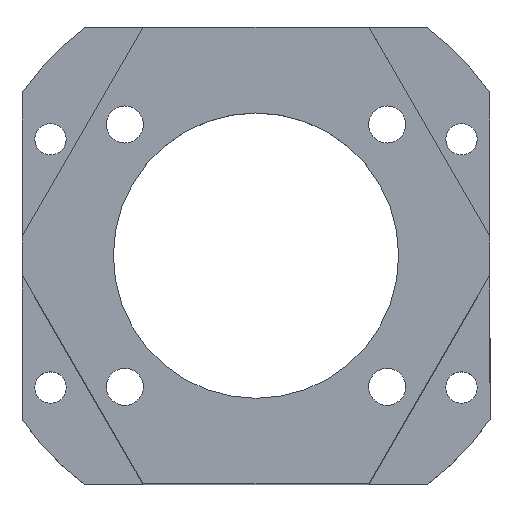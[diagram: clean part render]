
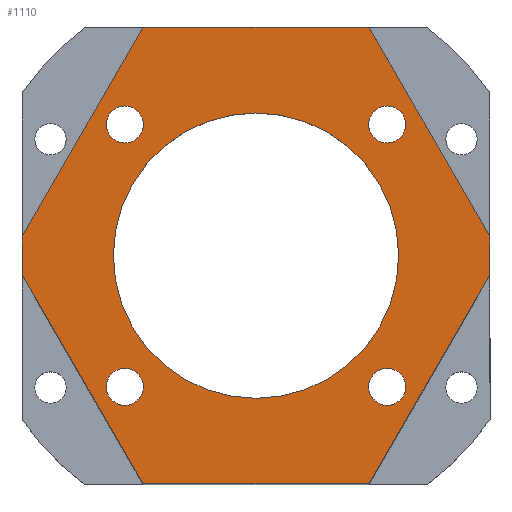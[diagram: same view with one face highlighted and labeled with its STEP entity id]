
A CAD part, top view. The second image highlights one B-rep face of the part: STEP entity #1110.
In plain terms, the highlighted planar face has unit normal (0, 0, 1).
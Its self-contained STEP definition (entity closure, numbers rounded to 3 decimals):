
#260=CARTESIAN_POINT('',(26.231,-22.981,66.5));
#261=VERTEX_POINT('',#260);
#262=CARTESIAN_POINT('',(22.981,-22.981,66.5));
#263=DIRECTION('',(0.0,0.0,-1.0));
#264=DIRECTION('',(-1.0,0.0,0.0));
#265=AXIS2_PLACEMENT_3D('',#262,#263,#264);
#266=CIRCLE('',#265,3.25);
#267=EDGE_CURVE('',#261,#261,#266,.T.);
#405=CARTESIAN_POINT('',(-19.731,22.981,66.5));
#406=VERTEX_POINT('',#405);
#407=CARTESIAN_POINT('',(-22.981,22.981,66.5));
#408=DIRECTION('',(0.0,0.0,-1.0));
#409=DIRECTION('',(-1.0,0.0,0.0));
#410=AXIS2_PLACEMENT_3D('',#407,#408,#409);
#411=CIRCLE('',#410,3.25);
#412=EDGE_CURVE('',#406,#406,#411,.T.);
#550=CARTESIAN_POINT('',(26.231,22.981,66.5));
#551=VERTEX_POINT('',#550);
#552=CARTESIAN_POINT('',(22.981,22.981,66.5));
#553=DIRECTION('',(0.0,0.0,-1.0));
#554=DIRECTION('',(-1.0,0.0,0.0));
#555=AXIS2_PLACEMENT_3D('',#552,#553,#554);
#556=CIRCLE('',#555,3.25);
#557=EDGE_CURVE('',#551,#551,#556,.T.);
#695=CARTESIAN_POINT('',(-19.731,-22.981,66.5));
#696=VERTEX_POINT('',#695);
#697=CARTESIAN_POINT('',(-22.981,-22.981,66.5));
#698=DIRECTION('',(0.0,0.0,-1.0));
#699=DIRECTION('',(-1.0,0.0,0.0));
#700=AXIS2_PLACEMENT_3D('',#697,#698,#699);
#701=CIRCLE('',#700,3.25);
#702=EDGE_CURVE('',#696,#696,#701,.T.);
#1009=CARTESIAN_POINT('',(25.0,0.,66.5));
#1010=VERTEX_POINT('',#1009);
#1011=CARTESIAN_POINT('',(0.,0.,66.5));
#1012=DIRECTION('',(0.0,0.0,-1.0));
#1013=DIRECTION('',(-1.0,0.0,0.0));
#1014=AXIS2_PLACEMENT_3D('',#1011,#1012,#1013);
#1015=CIRCLE('',#1014,25.0);
#1016=EDGE_CURVE('',#1010,#1010,#1015,.T.);
#1024=CARTESIAN_POINT('',(0.0,0.0,66.5));
#1025=DIRECTION('',(0.0,0.0,1.0));
#1026=DIRECTION('',(1.0,0.0,0.0));
#1027=AXIS2_PLACEMENT_3D('',#1024,#1025,#1026);
#1028=PLANE('',#1027);
#1029=CARTESIAN_POINT('',(41.,-3.281,66.5));
#1030=VERTEX_POINT('',#1029);
#1031=CARTESIAN_POINT('',(19.8,-40.0,66.5));
#1032=VERTEX_POINT('',#1031);
#1033=CARTESIAN_POINT('',(41.0,-3.281,66.5));
#1034=DIRECTION('',(-0.5,-0.866,0.0));
#1035=VECTOR('',#1034,42.4);
#1036=LINE('',#1033,#1035);
#1037=EDGE_CURVE('',#1030,#1032,#1036,.T.);
#1038=ORIENTED_EDGE('',*,*,#1037,.F.);
#1039=CARTESIAN_POINT('',(41.,3.281,66.5));
#1040=VERTEX_POINT('',#1039);
#1041=CARTESIAN_POINT('',(41.,3.281,66.5));
#1042=DIRECTION('',(0.0,-1.0,0.0));
#1043=VECTOR('',#1042,6.561);
#1044=LINE('',#1041,#1043);
#1045=EDGE_CURVE('',#1040,#1030,#1044,.T.);
#1046=ORIENTED_EDGE('',*,*,#1045,.F.);
#1047=CARTESIAN_POINT('',(19.8,40.0,66.5));
#1048=VERTEX_POINT('',#1047);
#1049=CARTESIAN_POINT('',(19.8,40.0,66.5));
#1050=DIRECTION('',(0.5,-0.866,0.0));
#1051=VECTOR('',#1050,42.4);
#1052=LINE('',#1049,#1051);
#1053=EDGE_CURVE('',#1048,#1040,#1052,.T.);
#1054=ORIENTED_EDGE('',*,*,#1053,.F.);
#1055=CARTESIAN_POINT('',(-19.8,40.0,66.5));
#1056=VERTEX_POINT('',#1055);
#1057=CARTESIAN_POINT('',(-19.8,40.0,66.5));
#1058=DIRECTION('',(1.0,0.0,0.0));
#1059=VECTOR('',#1058,39.6);
#1060=LINE('',#1057,#1059);
#1061=EDGE_CURVE('',#1056,#1048,#1060,.T.);
#1062=ORIENTED_EDGE('',*,*,#1061,.F.);
#1063=CARTESIAN_POINT('',(-41.,3.281,66.5));
#1064=VERTEX_POINT('',#1063);
#1065=CARTESIAN_POINT('',(-41.0,3.281,66.5));
#1066=DIRECTION('',(0.5,0.866,0.0));
#1067=VECTOR('',#1066,42.4);
#1068=LINE('',#1065,#1067);
#1069=EDGE_CURVE('',#1064,#1056,#1068,.T.);
#1070=ORIENTED_EDGE('',*,*,#1069,.F.);
#1071=CARTESIAN_POINT('',(-41.,-3.281,66.5));
#1072=VERTEX_POINT('',#1071);
#1073=CARTESIAN_POINT('',(-41.,-3.281,66.5));
#1074=DIRECTION('',(0.0,1.0,0.0));
#1075=VECTOR('',#1074,6.561);
#1076=LINE('',#1073,#1075);
#1077=EDGE_CURVE('',#1072,#1064,#1076,.T.);
#1078=ORIENTED_EDGE('',*,*,#1077,.F.);
#1079=CARTESIAN_POINT('',(-19.8,-40.0,66.5));
#1080=VERTEX_POINT('',#1079);
#1081=CARTESIAN_POINT('',(-19.8,-40.0,66.5));
#1082=DIRECTION('',(-0.5,0.866,0.0));
#1083=VECTOR('',#1082,42.4);
#1084=LINE('',#1081,#1083);
#1085=EDGE_CURVE('',#1080,#1072,#1084,.T.);
#1086=ORIENTED_EDGE('',*,*,#1085,.F.);
#1087=CARTESIAN_POINT('',(19.8,-40.0,66.5));
#1088=DIRECTION('',(-1.0,0.0,0.0));
#1089=VECTOR('',#1088,39.6);
#1090=LINE('',#1087,#1089);
#1091=EDGE_CURVE('',#1032,#1080,#1090,.T.);
#1092=ORIENTED_EDGE('',*,*,#1091,.F.);
#1093=EDGE_LOOP('',(#1038,#1046,#1054,#1062,#1070,#1078,#1086,#1092));
#1094=FACE_OUTER_BOUND('',#1093,.T.);
#1095=ORIENTED_EDGE('',*,*,#267,.T.);
#1096=EDGE_LOOP('',(#1095));
#1097=FACE_BOUND('',#1096,.T.);
#1098=ORIENTED_EDGE('',*,*,#412,.T.);
#1099=EDGE_LOOP('',(#1098));
#1100=FACE_BOUND('',#1099,.T.);
#1101=ORIENTED_EDGE('',*,*,#557,.T.);
#1102=EDGE_LOOP('',(#1101));
#1103=FACE_BOUND('',#1102,.T.);
#1104=ORIENTED_EDGE('',*,*,#702,.T.);
#1105=EDGE_LOOP('',(#1104));
#1106=FACE_BOUND('',#1105,.T.);
#1107=ORIENTED_EDGE('',*,*,#1016,.T.);
#1108=EDGE_LOOP('',(#1107));
#1109=FACE_BOUND('',#1108,.T.);
#1110=ADVANCED_FACE('',(#1094,#1097,#1100,#1103,#1106,#1109),#1028,.T.);
